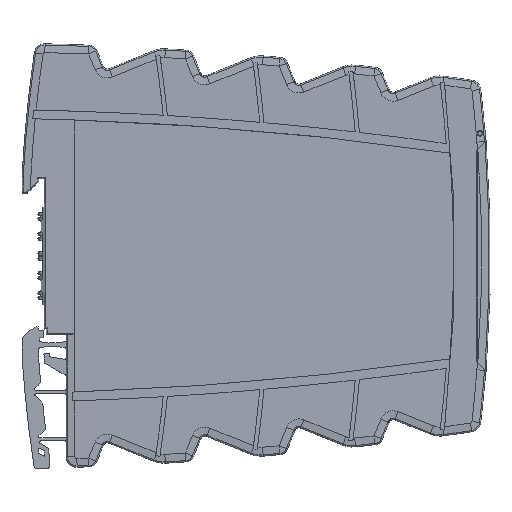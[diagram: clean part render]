
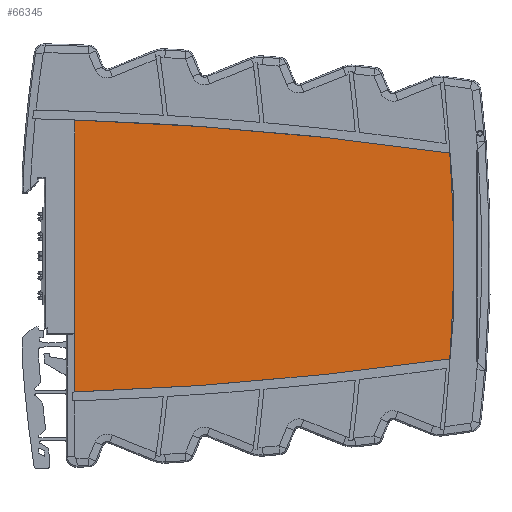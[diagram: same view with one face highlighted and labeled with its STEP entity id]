
A CAD part, top view. The second image highlights one B-rep face of the part: STEP entity #66345.
In plain terms, the highlighted planar face has unit normal (0, 0, 1).
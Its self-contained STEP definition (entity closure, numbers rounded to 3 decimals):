
#20988=DIRECTION('',(0.,1.,0.));
#20989=VECTOR('',#20988,48.54);
#20990=CARTESIAN_POINT('',(7.029,-17.615,3.1));
#20991=LINE('',#20990,#20989);
#21020=CARTESIAN_POINT('',(7.029,-30.924,
3.1));
#21045=DIRECTION('',(0.,1.,0.));
#21046=VECTOR('',#21045,13.309);
#21047=CARTESIAN_POINT('',(7.029,-30.924,
3.1));
#21048=LINE('',#21047,#21046);
#24841=CARTESIAN_POINT('',(-19.553,-757.191,
3.1));
#24842=DIRECTION('',(0.,0.,1.));
#24843=DIRECTION('',(0.142,0.99,0.));
#24844=AXIS2_PLACEMENT_3D('',#24841,#24842,#24843);
#24849=CARTESIAN_POINT('',(-236.854,0.,
3.1));
#24850=DIRECTION('',(0.,0.,1.));
#24851=DIRECTION('',(1.,0.,0.));
#24852=AXIS2_PLACEMENT_3D('',#24849,#24850,#24851);
#24857=CARTESIAN_POINT('',(-236.854,0.,
3.1));
#24858=DIRECTION('',(0.,0.,1.));
#24859=DIRECTION('',(0.997,-0.071,0.));
#24860=AXIS2_PLACEMENT_3D('',#24857,#24858,#24859);
#24865=CARTESIAN_POINT('',(-19.553,757.185,
3.1));
#24866=DIRECTION('',(0.,0.,1.));
#24867=DIRECTION('',(0.034,-0.999,0.));
#24868=AXIS2_PLACEMENT_3D('',#24865,#24866,#24867);
#44987=VERTEX_POINT('',#21020);
#44988=CARTESIAN_POINT('',(7.029,-17.615,3.1));
#44989=VERTEX_POINT('',#44988);
#45304=CARTESIAN_POINT('',(7.029,30.925,3.1));
#45305=VERTEX_POINT('',#45304);
#45799=CARTESIAN_POINT('',(92.247,23.407,3.1));
#45800=VERTEX_POINT('',#45799);
#45861=CARTESIAN_POINT('',(92.247,-23.407,
3.1));
#45862=VERTEX_POINT('',#45861);
#45863=CARTESIAN_POINT('',(93.078,0.,
3.1));
#45864=VERTEX_POINT('',#45863);
#66332=CARTESIAN_POINT('',(40.86,-2.676,
3.1));
#66333=DIRECTION('',(0.,0.,1.));
#66334=DIRECTION('',(1.,0.,0.));
#66335=AXIS2_PLACEMENT_3D('',#66332,#66333,#66334);
#66336=PLANE('',#66335);
#66337=ORIENTED_EDGE('',*,*,#62654,.T.);
#66338=ORIENTED_EDGE('',*,*,#62682,.F.);
#66339=ORIENTED_EDGE('',*,*,#62698,.F.);
#66340=ORIENTED_EDGE('',*,*,#62696,.F.);
#66341=ORIENTED_EDGE('',*,*,#62712,.F.);
#66342=ORIENTED_EDGE('',*,*,#62729,.T.);
#66343=EDGE_LOOP('',(#66337,#66338,#66339,#66340,#66341,#66342));
#66344=FACE_OUTER_BOUND('',#66343,.F.);
#66345=ADVANCED_FACE('',(#66344),#66336,.T.);
#24845=CIRCLE('',#24844,788.564);
#24853=CIRCLE('',#24852,329.932);
#24861=CIRCLE('',#24860,329.932);
#24869=CIRCLE('',#24868,788.557);
#62654=EDGE_CURVE('',#44989,#45305,#20991,.T.);
#62682=EDGE_CURVE('',#45800,#45305,#24845,.T.);
#62696=EDGE_CURVE('',#45862,#45864,#24861,.T.);
#62698=EDGE_CURVE('',#45864,#45800,#24853,.T.);
#62712=EDGE_CURVE('',#44987,#45862,#24869,.T.);
#62729=EDGE_CURVE('',#44987,#44989,#21048,.T.);
